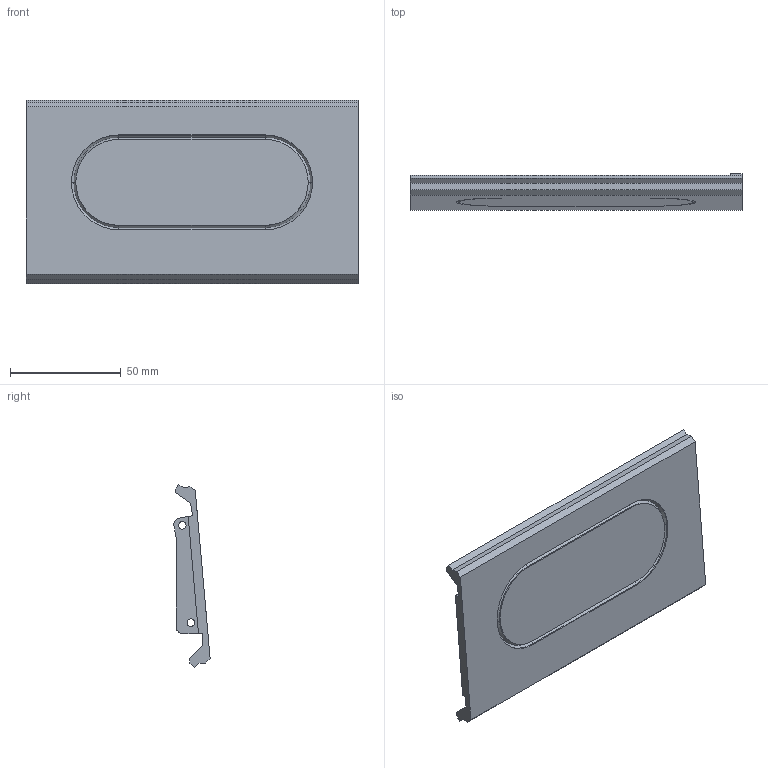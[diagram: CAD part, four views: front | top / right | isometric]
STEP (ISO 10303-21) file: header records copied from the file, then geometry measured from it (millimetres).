
FILE_DESCRIPTION (( 'STEP AP203' ), '1' );
FILE_NAME ('NSB Rear Panel RH.STEP', '2025-09-17T09:59:59', ( '' ), ( '' ), 'SwSTEP 2.0', 'SolidWorks 2021', '' );
FILE_SCHEMA (( 'CONFIG_CONTROL_DESIGN' ));
Length unit declared in the file: millimetre
Products named in the file (1): NSB Rear Panel RH
Bounding box: 150 x 16.4 x 82.77 mm (x, y, z)
Volume: 55088.3 mm3; surface area: 30330 mm2
Topology: 1 solids, 1 shells, 56 faces, 141 edges, 88 vertices
Faces by surface type: plane 33, cylinder 15, cone 8
Entity records: 1740 total; most frequent: DIRECTION 289, CARTESIAN_POINT 286, ORIENTED_EDGE 282, EDGE_CURVE 141, LINE 107, VECTOR 107, AXIS2_PLACEMENT_3D 91, VERTEX_POINT 88
